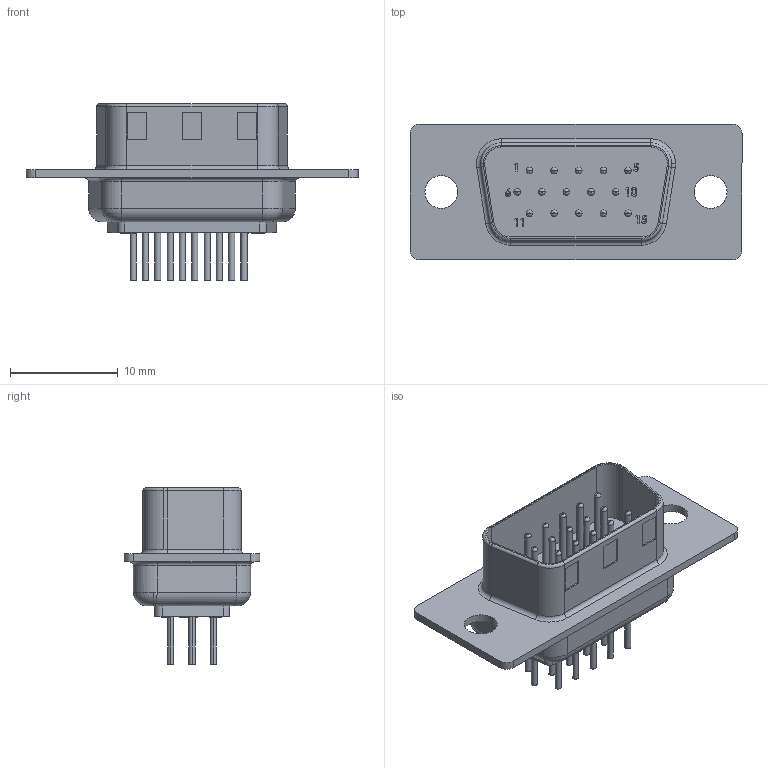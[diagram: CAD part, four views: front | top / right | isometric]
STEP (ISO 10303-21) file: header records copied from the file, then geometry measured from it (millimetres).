
FILE_DESCRIPTION (( 'STEP AP214' ), '1' );
FILE_NAME ('180-M15-113-R001.STEP', '2010-12-09T17:45:00', ( 'Tom Plaven' ), ( 'Anapro Tech' ), 'SwSTEP 2.0', 'SolidWorks 2007', '' );
FILE_SCHEMA (( 'AUTOMOTIVE_DESIGN' ));
Length unit declared in the file: inch
Products named in the file (1): 180-M15-113-R001
Bounding box: 30.81 x 12.6 x 16.36 mm (x, y, z)
Volume: 1311.6 mm3; surface area: 1890.8 mm2
Topology: 1 solids, 1 shells, 423 faces, 1013 edges, 654 vertices
Faces by surface type: plane 202, cylinder 103, bspline 68, torus 50
Entity records: 17815 total; most frequent: CARTESIAN_POINT 6319, ORIENTED_EDGE 2026, DIRECTION 1873, EDGE_CURVE 1013, VERTEX_POINT 654, AXIS2_PLACEMENT_3D 644, LINE 585, VECTOR 585
